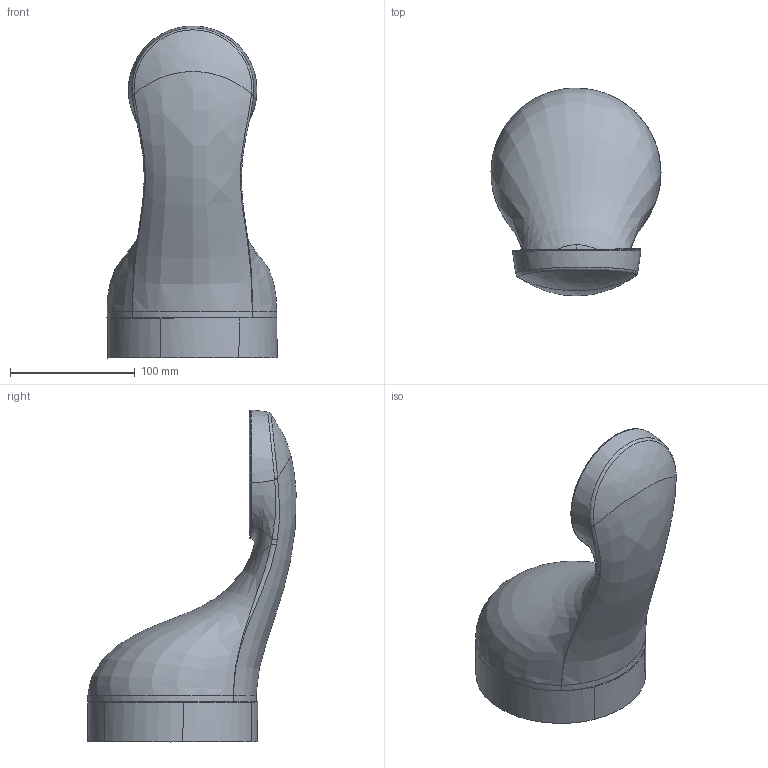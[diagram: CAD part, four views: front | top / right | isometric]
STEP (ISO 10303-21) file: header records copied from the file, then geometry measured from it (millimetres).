
FILE_DESCRIPTION(/* description */ (''),/* implementation_level */ '2;1');
FILE_NAME(/* name */ 'axe_5',/* time_stamp */ '2023-07-27T21:46:10+02:00',/* author */ (''),/* organization */ (''),/* preprocessor_version */ 'ST-DEVELOPER v16.5',/* originating_system */ 'Rhino 7.22',/* authorisation */ '');
FILE_SCHEMA (('CONFIG_CONTROL_DESIGN'));
Length unit declared in the file: millimetre
Products named in the file (1): axe_5
Bounding box: 136.28 x 166.91 x 266.08 mm (x, y, z)
Surface area: 109091.1 mm2 (no closed solid volume)
Topology: 0 solids, 1 shells, 36 faces, 92 edges, 57 vertices
Faces by surface type: bspline 27, plane 5, cylinder 4
Entity records: 7771 total; most frequent: CARTESIAN_POINT 7157, ORIENTED_EDGE 180, EDGE_CURVE 92, VERTEX_POINT 57, B_SPLINE_CURVE_WITH_KNOTS 52, ADVANCED_FACE 36, FACE_OUTER_BOUND 36, EDGE_LOOP 36
